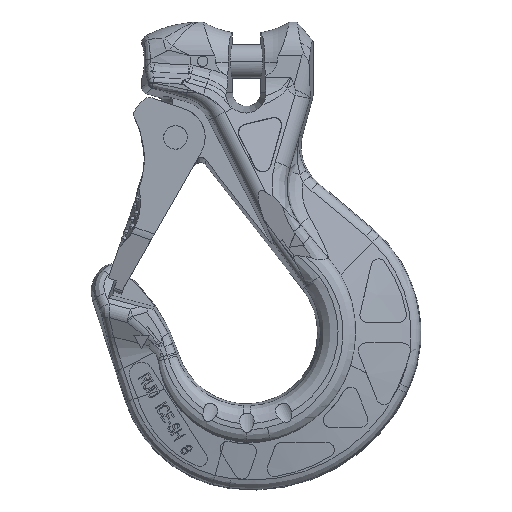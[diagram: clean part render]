
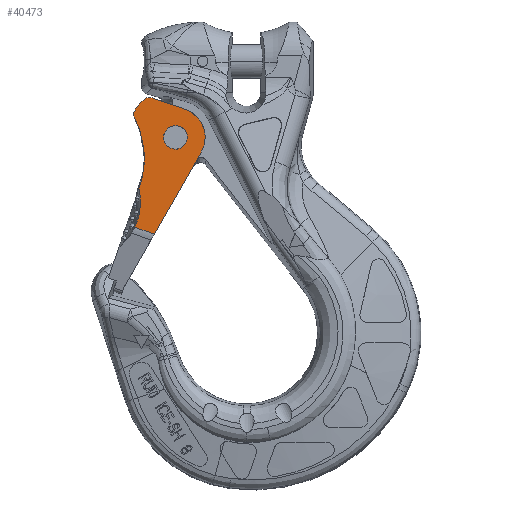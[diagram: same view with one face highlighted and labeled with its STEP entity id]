
A CAD part, top view. The second image highlights one B-rep face of the part: STEP entity #40473.
In plain terms, the highlighted face is planar.
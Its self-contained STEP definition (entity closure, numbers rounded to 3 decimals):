
#36551=CARTESIAN_POINT('',(-15.078,1.5,
15.181));
#36552=CARTESIAN_POINT('',(-15.474,1.886,
15.146));
#36553=CARTESIAN_POINT('',(-15.96,2.751,
15.104));
#36554=CARTESIAN_POINT('',(-16.035,3.741,
15.097));
#36555=CARTESIAN_POINT('',(-15.918,4.283,
15.107));
#36575=CARTESIAN_POINT('',(-14.481,8.35,15.233));
#36576=CARTESIAN_POINT('',(-14.204,8.901,
15.257));
#36577=CARTESIAN_POINT('',(-13.439,9.66,
15.324));
#36578=CARTESIAN_POINT('',(-12.417,10.,15.414));
#36579=CARTESIAN_POINT('',(-11.802,10.,15.467));
#37026=DIRECTION('',(-0.996,0.01,-0.087));
#37027=VECTOR('',#37026,7.013);
#37028=CARTESIAN_POINT('',(3.865,-33.246,
16.838));
#37029=LINE('',#37028,#37027);
#37035=CARTESIAN_POINT('',(-4.,0.,16.15));
#37036=CARTESIAN_POINT('',(-4.,0.471,16.15));
#37037=CARTESIAN_POINT('',(-3.829,1.49,
16.165));
#37038=CARTESIAN_POINT('',(-2.912,2.913,
16.245));
#37039=CARTESIAN_POINT('',(-1.729,3.676,
16.349));
#37040=CARTESIAN_POINT('',(-0.722,3.958,
16.437));
#37041=CARTESIAN_POINT('',(0.,4.021,16.5));
#37042=CARTESIAN_POINT('',(0.722,3.958,
16.563));
#37043=CARTESIAN_POINT('',(1.729,3.676,16.651));
#37044=CARTESIAN_POINT('',(2.912,2.913,16.755));
#37045=CARTESIAN_POINT('',(3.829,1.49,16.835));
#37046=CARTESIAN_POINT('',(4.,0.471,16.85));
#37047=CARTESIAN_POINT('',(4.,0.,16.85));
#37049=CARTESIAN_POINT('',(4.,0.,16.85));
#37050=CARTESIAN_POINT('',(4.,-0.471,16.85));
#37051=CARTESIAN_POINT('',(3.829,-1.49,
16.835));
#37052=CARTESIAN_POINT('',(2.912,-2.913,
16.755));
#37053=CARTESIAN_POINT('',(1.729,-3.676,
16.651));
#37054=CARTESIAN_POINT('',(0.722,-3.958,
16.563));
#37055=CARTESIAN_POINT('',(0.,-4.021,16.5));
#37056=CARTESIAN_POINT('',(-0.722,-3.958,
16.437));
#37057=CARTESIAN_POINT('',(-1.729,-3.676,
16.349));
#37058=CARTESIAN_POINT('',(-2.912,-2.913,
16.245));
#37059=CARTESIAN_POINT('',(-3.829,-1.49,
16.165));
#37060=CARTESIAN_POINT('',(-4.,-0.471,16.15));
#37061=CARTESIAN_POINT('',(-4.,0.,16.15));
#37063=CARTESIAN_POINT('',(-22.825,-31.,14.503));
#37064=DIRECTION('',(0.087,0.,-0.996));
#37065=DIRECTION('',(0.996,0.,0.087));
#37066=AXIS2_PLACEMENT_3D('',#37063,#37064,#37065);
#37068=CARTESIAN_POINT('',(-22.825,-31.,14.503));
#37069=DIRECTION('',(-0.087,0.,0.996));
#37070=DIRECTION('',(0.996,0.,0.087));
#37071=AXIS2_PLACEMENT_3D('',#37068,#37069,#37070);
#37073=DIRECTION('',(0.,1.,0.));
#37074=VECTOR('',#37073,0.477);
#37075=CARTESIAN_POINT('',(-6.,-20.477,15.975));
#37076=LINE('',#37075,#37074);
#37077=CARTESIAN_POINT('',(-6.,-20.,15.975));
#37078=CARTESIAN_POINT('',(-6.,-17.887,15.975));
#37079=CARTESIAN_POINT('',(-6.439,-13.847,
15.937));
#37080=CARTESIAN_POINT('',(-8.192,-8.253,
15.783));
#37081=CARTESIAN_POINT('',(-10.98,-3.098,
15.539));
#37082=CARTESIAN_POINT('',(-13.566,0.029,
15.313));
#37083=CARTESIAN_POINT('',(-15.078,1.5,
15.181));
#37085=CARTESIAN_POINT('',(-15.918,4.283,
15.107));
#37086=CARTESIAN_POINT('',(-15.613,5.7,
15.134));
#37087=CARTESIAN_POINT('',(-15.134,7.056,
15.176));
#37088=CARTESIAN_POINT('',(-14.481,8.35,15.233));
#37090=DIRECTION('',(0.996,0.,0.087));
#37091=VECTOR('',#37090,11.847);
#37092=CARTESIAN_POINT('',(-11.802,10.,15.467));
#37093=LINE('',#37092,#37091);
#37094=CARTESIAN_POINT('',(9.824,-1.866,
17.36));
#37095=CARTESIAN_POINT('',(10.013,-0.875,
17.376));
#37096=CARTESIAN_POINT('',(10.053,0.827,
17.38));
#37097=CARTESIAN_POINT('',(9.478,3.687,17.329));
#37098=CARTESIAN_POINT('',(7.878,6.531,17.189));
#37099=CARTESIAN_POINT('',(5.382,8.629,16.971));
#37100=CARTESIAN_POINT('',(2.682,9.724,16.735));
#37101=CARTESIAN_POINT('',(1.005,10.,16.588));
#37102=CARTESIAN_POINT('',(0.,10.,16.5));
#37104=DIRECTION('',(0.187,0.982,0.016));
#37105=VECTOR('',#37104,31.946);
#37106=CARTESIAN_POINT('',(3.865,-33.246,
16.838));
#37107=LINE('',#37106,#37105);
#38200=VERTEX_POINT('',#36575);
#38201=VERTEX_POINT('',#36579);
#38202=VERTEX_POINT('',#36551);
#38203=VERTEX_POINT('',#36555);
#38204=CARTESIAN_POINT('',(0.,10.,16.5));
#38205=VERTEX_POINT('',#38204);
#38206=VERTEX_POINT('',#37077);
#38207=VERTEX_POINT('',#37035);
#38208=VERTEX_POINT('',#37047);
#38209=CARTESIAN_POINT('',(-3.002,-31.,16.237));
#38210=CARTESIAN_POINT('',(-6.,-20.477,15.975));
#38211=VERTEX_POINT('',#38209);
#38212=VERTEX_POINT('',#38210);
#38215=VERTEX_POINT('',#37094);
#38228=CARTESIAN_POINT('',(3.865,-33.246,
16.838));
#38229=CARTESIAN_POINT('',(-3.121,-33.176,
16.227));
#38230=VERTEX_POINT('',#38228);
#38231=VERTEX_POINT('',#38229);
#40447=CARTESIAN_POINT('',(0.,-35.783,16.5));
#40448=DIRECTION('',(-0.087,0.,0.996));
#40449=DIRECTION('',(0.,-1.,0.));
#40450=AXIS2_PLACEMENT_3D('',#40447,#40448,#40449);
#40451=PLANE('',#40450);
#40452=ORIENTED_EDGE('',*,*,#40440,.T.);
#40453=ORIENTED_EDGE('',*,*,#40386,.F.);
#40454=ORIENTED_EDGE('',*,*,#40384,.T.);
#40455=ORIENTED_EDGE('',*,*,#38570,.T.);
#40456=ORIENTED_EDGE('',*,*,#38732,.T.);
#40457=ORIENTED_EDGE('',*,*,#40021,.T.);
#40458=ORIENTED_EDGE('',*,*,#40042,.T.);
#40459=ORIENTED_EDGE('',*,*,#40056,.T.);
#40460=ORIENTED_EDGE('',*,*,#40076,.T.);
#40462=ORIENTED_EDGE('',*,*,#40461,.F.);
#40464=ORIENTED_EDGE('',*,*,#40463,.F.);
#40465=EDGE_LOOP('',(#40452,#40453,#40454,#40455,#40456,#40457,#40458,#40459,
#40460,#40462,#40464));
#40466=FACE_OUTER_BOUND('',#40465,.F.);
#40468=ORIENTED_EDGE('',*,*,#40467,.F.);
#40470=ORIENTED_EDGE('',*,*,#40469,.F.);
#40471=EDGE_LOOP('',(#40468,#40470));
#40472=FACE_BOUND('',#40471,.F.);
#40473=ADVANCED_FACE('',(#40466,#40472),#40451,.T.);
#36556=B_SPLINE_CURVE_WITH_KNOTS('',3,(#36551,#36552,#36553,#36554,#36555),
.UNSPECIFIED.,.F.,.F.,(4,1,4),(0.,0.5,1.),.UNSPECIFIED.);
#36580=B_SPLINE_CURVE_WITH_KNOTS('',3,(#36575,#36576,#36577,#36578,#36579),
.UNSPECIFIED.,.F.,.F.,(4,1,4),(0.,0.5,1.),.UNSPECIFIED.);
#37048=B_SPLINE_CURVE_WITH_KNOTS('',3,(#37035,#37036,#37037,#37038,#37039,
#37040,#37041,#37042,#37043,#37044,#37045,#37046,#37047),.UNSPECIFIED.,.F.,.F.,(
4,1,1,1,1,1,1,1,1,1,4),(0.,0.125,0.25,0.375,0.438,0.5,0.563,
0.625,0.75,0.875,1.),.UNSPECIFIED.);
#37062=B_SPLINE_CURVE_WITH_KNOTS('',3,(#37049,#37050,#37051,#37052,#37053,
#37054,#37055,#37056,#37057,#37058,#37059,#37060,#37061),.UNSPECIFIED.,.F.,.F.,(
4,1,1,1,1,1,1,1,1,1,4),(0.,0.125,0.25,0.375,0.438,0.5,0.563,
0.625,0.75,0.875,1.),.UNSPECIFIED.);
#37067=CIRCLE('',#37066,19.899);
#37072=CIRCLE('',#37071,19.899);
#37084=B_SPLINE_CURVE_WITH_KNOTS('',3,(#37077,#37078,#37079,#37080,#37081,
#37082,#37083),.UNSPECIFIED.,.F.,.F.,(4,1,1,1,4),(0.,0.25,0.5,0.75,
1.),.UNSPECIFIED.);
#37089=B_SPLINE_CURVE_WITH_KNOTS('',3,(#37085,#37086,#37087,#37088),
.UNSPECIFIED.,.F.,.F.,(4,4),(0.,1.),.UNSPECIFIED.);
#37103=B_SPLINE_CURVE_WITH_KNOTS('',3,(#37094,#37095,#37096,#37097,#37098,
#37099,#37100,#37101,#37102),.UNSPECIFIED.,.F.,.F.,(4,1,1,1,1,1,4),(0.,
0.125,0.25,0.5,0.75,0.875,1.),.UNSPECIFIED.);
#38570=EDGE_CURVE('',#38212,#38206,#37076,.T.);
#38732=EDGE_CURVE('',#38206,#38202,#37084,.T.);
#40021=EDGE_CURVE('',#38202,#38203,#36556,.T.);
#40042=EDGE_CURVE('',#38203,#38200,#37089,.T.);
#40056=EDGE_CURVE('',#38200,#38201,#36580,.T.);
#40076=EDGE_CURVE('',#38201,#38205,#37093,.T.);
#40384=EDGE_CURVE('',#38211,#38212,#37072,.T.);
#40386=EDGE_CURVE('',#38211,#38231,#37067,.T.);
#40440=EDGE_CURVE('',#38230,#38231,#37029,.T.);
#40461=EDGE_CURVE('',#38215,#38205,#37103,.T.);
#40463=EDGE_CURVE('',#38230,#38215,#37107,.T.);
#40467=EDGE_CURVE('',#38207,#38208,#37048,.T.);
#40469=EDGE_CURVE('',#38208,#38207,#37062,.T.);
